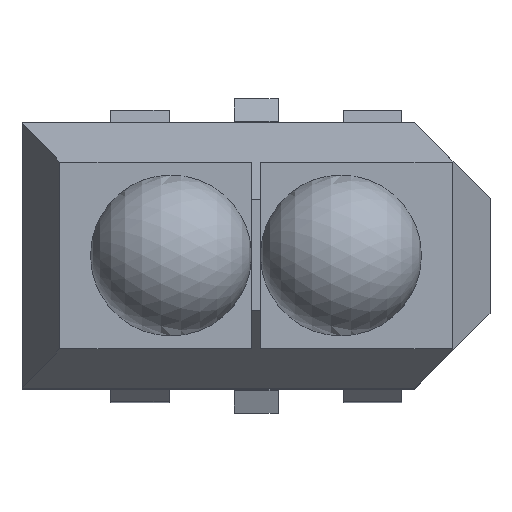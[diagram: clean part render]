
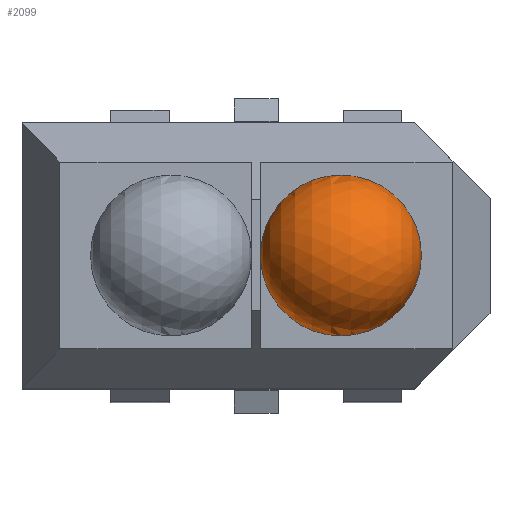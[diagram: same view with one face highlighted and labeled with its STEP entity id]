
A CAD part, top view. The second image highlights one B-rep face of the part: STEP entity #2099.
In plain terms, the highlighted spherical face has radius 1.75 mm.
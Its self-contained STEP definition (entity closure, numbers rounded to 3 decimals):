
#21=SPHERICAL_SURFACE('',#2191,1.75);
#26=CIRCLE('',#2150,1.75);
#298=ORIENTED_EDGE('',*,*,#534,.T.);
#534=EDGE_CURVE('',#748,#748,#26,.T.);
#748=VERTEX_POINT('',#2768);
#1285=EDGE_LOOP('',(#298));
#1370=FACE_BOUND('',#1285,.T.);
#2099=ADVANCED_FACE('',(#1370),#21,.T.);
#2150=AXIS2_PLACEMENT_3D('',#2767,#2323,#2324);
#2191=AXIS2_PLACEMENT_3D('',#2939,#2487,#2488);
#2323=DIRECTION('',(0.,0.,1.));
#2324=DIRECTION('',(1.,0.,0.));
#2487=DIRECTION('',(1.,0.,0.));
#2488=DIRECTION('',(0.,1.,0.));
#2767=CARTESIAN_POINT('',(6.943,2.9,4.5));
#2768=CARTESIAN_POINT('',(5.193,2.9,4.5));
#2939=CARTESIAN_POINT('',(6.943,2.9,4.5));
